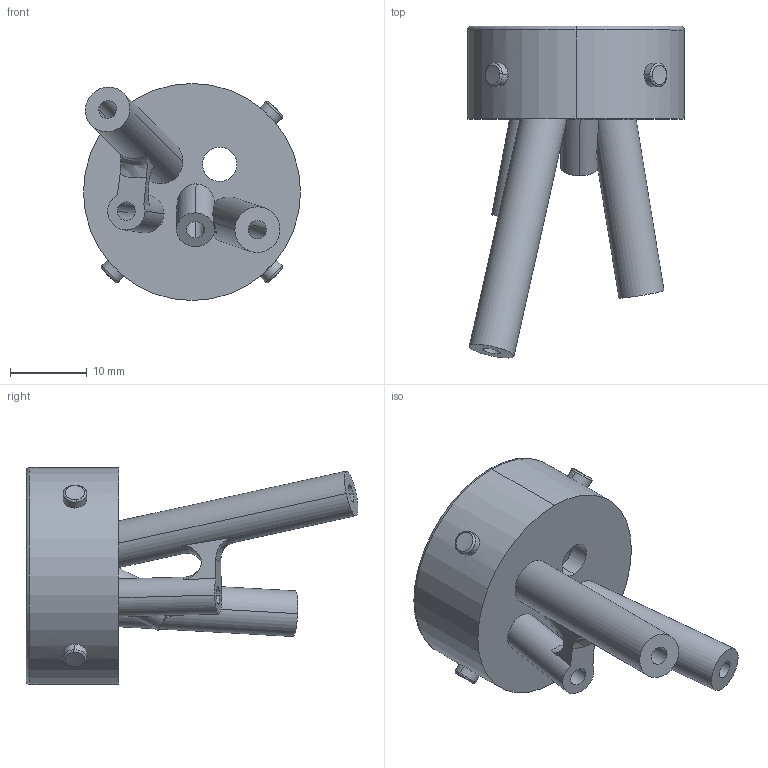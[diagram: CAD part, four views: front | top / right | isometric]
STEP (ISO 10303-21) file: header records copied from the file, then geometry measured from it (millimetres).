
FILE_DESCRIPTION (( 'STEP AP214' ), '1' );
FILE_NAME ('vial_cap_v6.1.STEP', '2023-03-14T20:22:43', ( '' ), ( '' ), 'SwSTEP 2.0', 'SolidWorks 2017', '' );
FILE_SCHEMA (( 'AUTOMOTIVE_DESIGN' ));
Length unit declared in the file: inch
Products named in the file (1): vial_cap_v6.1
Bounding box: 28.19 x 43.12 x 28.19 mm (x, y, z)
Volume: 4940.2 mm3; surface area: 5256 mm2
Topology: 1 solids, 1 shells, 70 faces, 185 edges, 124 vertices
Faces by surface type: cylinder 34, bspline 21, plane 12, torus 3
Entity records: 4613 total; most frequent: CARTESIAN_POINT 3071, ORIENTED_EDGE 370, DIRECTION 233, EDGE_CURVE 185, VERTEX_POINT 124, AXIS2_PLACEMENT_3D 95, EDGE_LOOP 89, FACE_OUTER_BOUND 70
